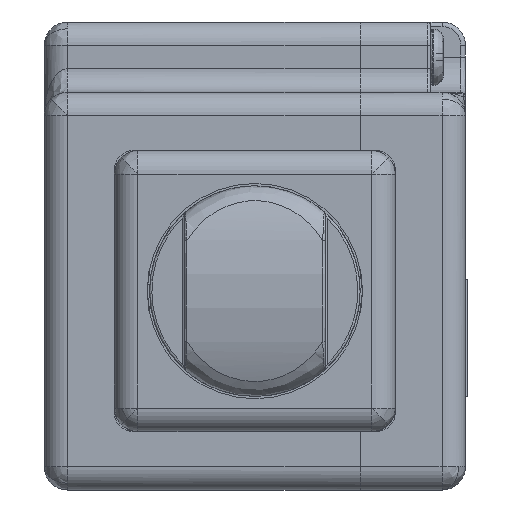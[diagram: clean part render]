
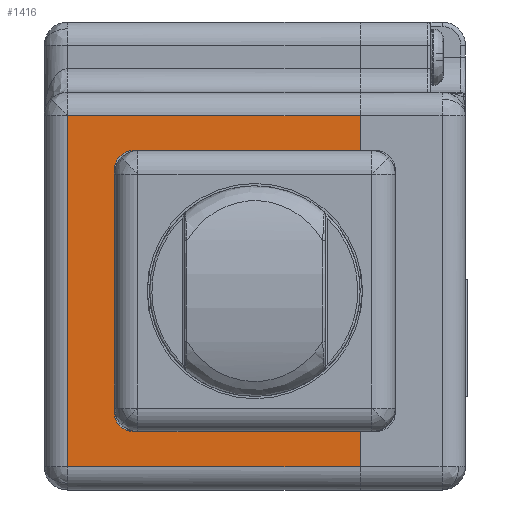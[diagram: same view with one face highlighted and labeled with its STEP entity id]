
A CAD part, front view. The second image highlights one B-rep face of the part: STEP entity #1416.
In plain terms, the highlighted planar face has unit normal (0, -1, 0).
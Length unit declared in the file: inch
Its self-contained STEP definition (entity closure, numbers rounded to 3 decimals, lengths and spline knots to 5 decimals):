
#58 = AXIS2_PLACEMENT_3D ( 'NONE', #52647, #24695, #32609 ) ;
#468 = LINE ( 'NONE', #50388, #44336 ) ;
#1416 = ADVANCED_FACE ( 'NONE', ( #12215 ), #28535, .T. ) ;
#1551 = VERTEX_POINT ( 'NONE', #52269 ) ;
#2943 = EDGE_CURVE ( 'NONE', #24636, #23381, #16672, .T. ) ;
#3432 = CARTESIAN_POINT ( 'NONE',  ( 0., -0.25984, -0.29528 ) ) ;
#3722 = VERTEX_POINT ( 'NONE', #28680 ) ;
#3748 = ORIENTED_EDGE ( 'NONE', *, *, #2943, .T. ) ;
#4103 = DIRECTION ( 'NONE',  ( 1., 0., 0. ) ) ;
#4258 = AXIS2_PLACEMENT_3D ( 'NONE', #18528, #15277, #47535 ) ;
#4291 = VERTEX_POINT ( 'NONE', #45515 ) ;
#4963 = EDGE_CURVE ( 'NONE', #47107, #12528, #20423, .T. ) ;
#6323 = DIRECTION ( 'NONE',  ( 0., 0., 1. ) ) ;
#6350 = VERTEX_POINT ( 'NONE', #24564 ) ;
#8193 = CARTESIAN_POINT ( 'NONE',  ( 0., -0.25984, 0.23622 ) ) ;
#8304 = DIRECTION ( 'NONE',  ( 1., 0., 0. ) ) ;
#10289 = DIRECTION ( 'NONE',  ( 0., 0., -1. ) ) ;
#12215 = FACE_OUTER_BOUND ( 'NONE', #15657, .T. ) ;
#12343 = DIRECTION ( 'NONE',  ( -1., 0., 0. ) ) ;
#12528 = VERTEX_POINT ( 'NONE', #22181 ) ;
#12563 = CARTESIAN_POINT ( 'NONE',  ( 0., -0.25984, 0.29528 ) ) ;
#12573 = EDGE_CURVE ( 'NONE', #4291, #6350, #23826, .T. ) ;
#12936 = EDGE_CURVE ( 'NONE', #1551, #23790, #18160, .T. ) ;
#15277 = DIRECTION ( 'NONE',  ( 0., 1., 0. ) ) ;
#15657 = EDGE_LOOP ( 'NONE', ( #36972, #39226, #52725, #33037, #16902, #33548, #30447, #29923, #3748, #27153 ) ) ;
#16672 = LINE ( 'NONE', #12563, #51496 ) ;
#16902 = ORIENTED_EDGE ( 'NONE', *, *, #45467, .T. ) ;
#18049 = LINE ( 'NONE', #27309, #51479 ) ;
#18160 = CIRCLE ( 'NONE', #4258, 0.0315 ) ;
#18188 = LINE ( 'NONE', #46401, #44256 ) ;
#18516 = LINE ( 'NONE', #18793, #43360 ) ;
#18528 = CARTESIAN_POINT ( 'NONE',  ( -0.20472, -0.25984, -0.20472 ) ) ;
#18793 = CARTESIAN_POINT ( 'NONE',  ( -0.31496, -0.25984, 0.33881 ) ) ;
#20423 = LINE ( 'NONE', #8193, #22494 ) ;
#22181 = CARTESIAN_POINT ( 'NONE',  ( 0.17717, -0.25984, 0.23622 ) ) ;
#22494 = VECTOR ( 'NONE', #4103, 39.37008 ) ;
#23381 = VERTEX_POINT ( 'NONE', #31521 ) ;
#23790 = VERTEX_POINT ( 'NONE', #49917 ) ;
#23826 = LINE ( 'NONE', #3432, #24179 ) ;
#24179 = VECTOR ( 'NONE', #8304, 39.37008 ) ;
#24295 = LINE ( 'NONE', #49491, #44057 ) ;
#24371 = EDGE_CURVE ( 'NONE', #4291, #23381, #18516, .T. ) ;
#24564 = CARTESIAN_POINT ( 'NONE',  ( 0.17717, -0.25984, -0.29528 ) ) ;
#24636 = VERTEX_POINT ( 'NONE', #29903 ) ;
#24695 = DIRECTION ( 'NONE',  ( 0., -1., 0. ) ) ;
#25042 = DIRECTION ( 'NONE',  ( -1., 0., 0. ) ) ;
#26896 = CIRCLE ( 'NONE', #53722, 0.0315 ) ;
#26947 = CARTESIAN_POINT ( 'NONE',  ( -0.20472, -0.25984, 0.23622 ) ) ;
#27153 = ORIENTED_EDGE ( 'NONE', *, *, #24371, .F. ) ;
#27309 = CARTESIAN_POINT ( 'NONE',  ( 0.17717, -0.25984, -0.33465 ) ) ;
#28535 = PLANE ( 'NONE',  #58 ) ;
#28680 = CARTESIAN_POINT ( 'NONE',  ( 0.17717, -0.25984, -0.23622 ) ) ;
#29775 = CARTESIAN_POINT ( 'NONE',  ( -0.23622, -0.25984, 0.20472 ) ) ;
#29903 = CARTESIAN_POINT ( 'NONE',  ( 0.17717, -0.25984, 0.29528 ) ) ;
#29923 = ORIENTED_EDGE ( 'NONE', *, *, #50983, .T. ) ;
#30447 = ORIENTED_EDGE ( 'NONE', *, *, #4963, .T. ) ;
#31521 = CARTESIAN_POINT ( 'NONE',  ( -0.31496, -0.25984, 0.29528 ) ) ;
#31904 = DIRECTION ( 'NONE',  ( 0., 1., 0. ) ) ;
#32609 = DIRECTION ( 'NONE',  ( 0., 0., -1. ) ) ;
#33037 = ORIENTED_EDGE ( 'NONE', *, *, #12936, .T. ) ;
#33548 = ORIENTED_EDGE ( 'NONE', *, *, #47076, .T. ) ;
#35358 = DIRECTION ( 'NONE',  ( 0., 0., 1. ) ) ;
#35998 = CARTESIAN_POINT ( 'NONE',  ( -0.20472, -0.25984, 0.20472 ) ) ;
#36972 = ORIENTED_EDGE ( 'NONE', *, *, #12573, .T. ) ;
#39226 = ORIENTED_EDGE ( 'NONE', *, *, #44137, .F. ) ;
#42268 = DIRECTION ( 'NONE',  ( 0., 0., 1. ) ) ;
#42608 = EDGE_CURVE ( 'NONE', #3722, #1551, #24295, .T. ) ;
#43360 = VECTOR ( 'NONE', #35358, 39.37008 ) ;
#44057 = VECTOR ( 'NONE', #12343, 39.37008 ) ;
#44137 = EDGE_CURVE ( 'NONE', #3722, #6350, #18188, .T. ) ;
#44256 = VECTOR ( 'NONE', #10289, 39.37008 ) ;
#44336 = VECTOR ( 'NONE', #42268, 39.37008 ) ;
#45467 = EDGE_CURVE ( 'NONE', #23790, #47436, #468, .T. ) ;
#45515 = CARTESIAN_POINT ( 'NONE',  ( -0.31496, -0.25984, -0.29528 ) ) ;
#46401 = CARTESIAN_POINT ( 'NONE',  ( 0.17717, -0.25984, -0.33465 ) ) ;
#47076 = EDGE_CURVE ( 'NONE', #47436, #47107, #26896, .T. ) ;
#47107 = VERTEX_POINT ( 'NONE', #26947 ) ;
#47436 = VERTEX_POINT ( 'NONE', #29775 ) ;
#47535 = DIRECTION ( 'NONE',  ( 0., 0., 1. ) ) ;
#48385 = DIRECTION ( 'NONE',  ( 0., 0., 1. ) ) ;
#49491 = CARTESIAN_POINT ( 'NONE',  ( 0., -0.25984, -0.23622 ) ) ;
#49917 = CARTESIAN_POINT ( 'NONE',  ( -0.23622, -0.25984, -0.20472 ) ) ;
#50388 = CARTESIAN_POINT ( 'NONE',  ( -0.23622, -0.25984, -0.33465 ) ) ;
#50983 = EDGE_CURVE ( 'NONE', #12528, #24636, #18049, .T. ) ;
#51479 = VECTOR ( 'NONE', #6323, 39.37008 ) ;
#51496 = VECTOR ( 'NONE', #25042, 39.37008 ) ;
#52269 = CARTESIAN_POINT ( 'NONE',  ( -0.20472, -0.25984, -0.23622 ) ) ;
#52647 = CARTESIAN_POINT ( 'NONE',  ( 0., -0.25984, -0.33465 ) ) ;
#52725 = ORIENTED_EDGE ( 'NONE', *, *, #42608, .T. ) ;
#53722 = AXIS2_PLACEMENT_3D ( 'NONE', #35998, #31904, #48385 ) ;
